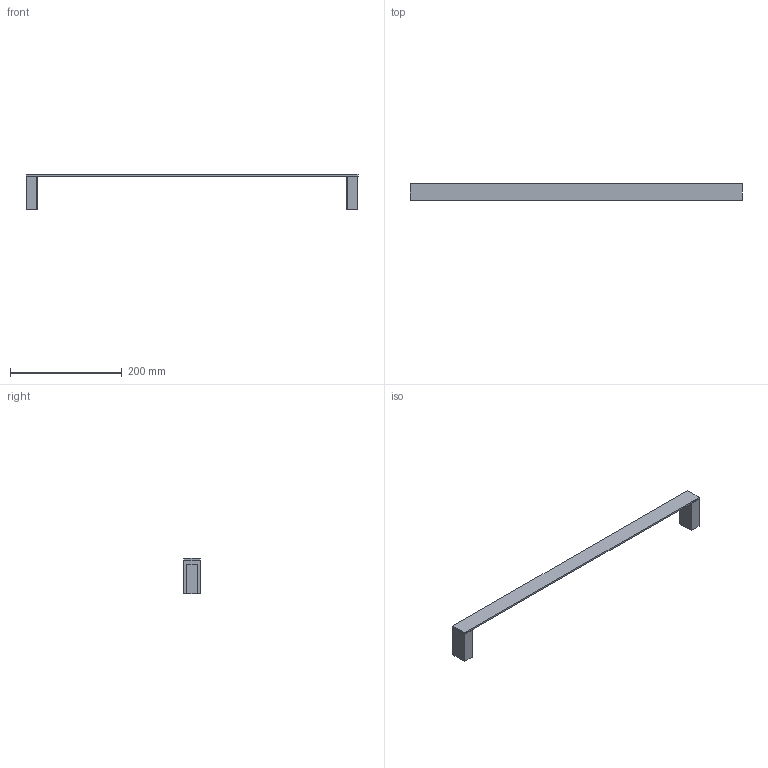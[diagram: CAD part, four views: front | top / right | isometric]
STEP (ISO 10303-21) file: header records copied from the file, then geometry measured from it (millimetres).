
FILE_DESCRIPTION (( 'STEP AP203' ), '1' );
FILE_NAME ('3324单杆.STEP', '2016-07-20T14:25:48', ( '微软中国' ), ( 'Microsoft' ), 'SwSTEP 2.0', 'SolidWorks 2012', '' );
FILE_SCHEMA (( 'CONFIG_CONTROL_DESIGN' ));
Length unit declared in the file: millimetre
Products named in the file (7): 3324等裝; 33等裝24§; 内六角凹端紧定螺丝M5X5; 圉埴芛蹟佪M4X8; 33爾え; 33釱; 33假蚾え
Assembly tree (15 placements, depth 2):
  3324等裝
    33假蚾え  x2
    33釱  x2
    33爾え  x4
    圉埴芛蹟佪M4X8  x4
    内六角凹端紧定螺丝M5X5  x2
    33等裝24§
Bounding box: 595.05 x 30 x 63 mm (x, y, z)
Volume: 92839.3 mm3; surface area: 69017 mm2
Topology: 15 solids, 15 shells, 510 faces, 1320 edges, 854 vertices
Faces by surface type: cylinder 228, plane 180, cone 74, bspline 20, torus 8
Entity records: 9299 total; most frequent: CARTESIAN_POINT 3601, ORIENTED_EDGE 1032, DIRECTION 947, EDGE_CURVE 516, AXIS2_PLACEMENT_3D 341, VERTEX_POINT 335, LINE 265, VECTOR 265
